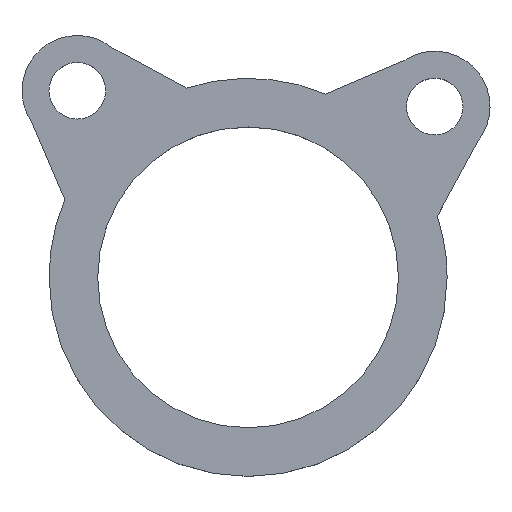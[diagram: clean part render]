
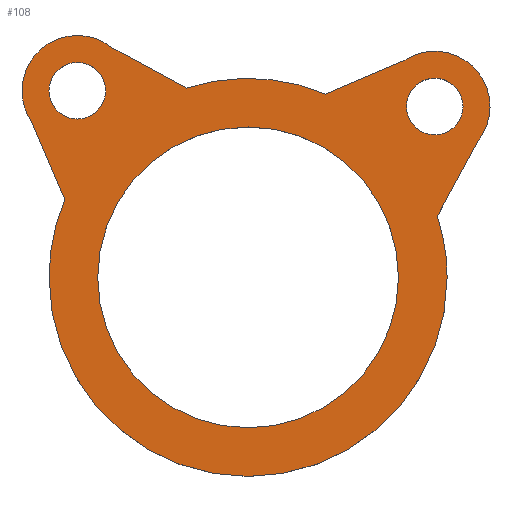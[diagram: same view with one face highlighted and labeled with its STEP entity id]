
A CAD part, top view. The second image highlights one B-rep face of the part: STEP entity #108.
In plain terms, the highlighted planar face has unit normal (0, 0, 1).
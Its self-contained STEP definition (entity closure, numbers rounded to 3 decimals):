
#7 = CIRCLE ( 'NONE', #149, 3.2 ) ;
#13 = EDGE_LOOP ( 'NONE', ( #505, #115, #286, #361, #23, #167, #247, #465, #460, #333, #489 ) ) ;
#14 = DIRECTION ( 'NONE',  ( 0., 0., 1. ) ) ;
#16 = ORIENTED_EDGE ( 'NONE', *, *, #471, .F. ) ;
#21 = VECTOR ( 'NONE', #144, 1000. ) ;
#22 = DIRECTION ( 'NONE',  ( 0., 0., 1. ) ) ;
#23 = ORIENTED_EDGE ( 'NONE', *, *, #562, .T. ) ;
#30 = AXIS2_PLACEMENT_3D ( 'NONE', #334, #22, #555 ) ;
#47 = CARTESIAN_POINT ( 'NONE',  ( 0., 0., 4. ) ) ;
#53 = AXIS2_PLACEMENT_3D ( 'NONE', #412, #636, #260 ) ;
#54 = ORIENTED_EDGE ( 'NONE', *, *, #506, .F. ) ;
#59 = EDGE_CURVE ( 'NONE', #515, #603, #368, .T. ) ;
#60 = VERTEX_POINT ( 'NONE', #362 ) ;
#65 = DIRECTION ( 'NONE',  ( 1., 0., 0. ) ) ;
#78 = VERTEX_POINT ( 'NONE', #137 ) ;
#80 = DIRECTION ( 'NONE',  ( 1., 0., 0. ) ) ;
#92 = VERTEX_POINT ( 'NONE', #466 ) ;
#94 = LINE ( 'NONE', #567, #525 ) ;
#108 = ADVANCED_FACE ( 'NONE', ( #308, #408, #316, #245 ), #539, .T. ) ;
#112 = ORIENTED_EDGE ( 'NONE', *, *, #122, .F. ) ;
#115 = ORIENTED_EDGE ( 'NONE', *, *, #698, .T. ) ;
#122 = EDGE_CURVE ( 'NONE', #180, #60, #146, .T. ) ;
#129 = DIRECTION ( 'NONE',  ( 0., 0., 1. ) ) ;
#135 = CARTESIAN_POINT ( 'NONE',  ( -19.305, 21.091, 4. ) ) ;
#136 = VERTEX_POINT ( 'NONE', #259 ) ;
#137 = CARTESIAN_POINT ( 'NONE',  ( 21.405, 6.933, 4. ) ) ;
#138 = DIRECTION ( 'NONE',  ( 0., 0., 1. ) ) ;
#142 = DIRECTION ( 'NONE',  ( 0., 0., 1. ) ) ;
#144 = DIRECTION ( 'NONE',  ( 0.475, 0.88, 0. ) ) ;
#145 = CARTESIAN_POINT ( 'NONE',  ( -19.305, 21.091, 4. ) ) ;
#146 = CIRCLE ( 'NONE', #53, 17. ) ;
#148 = AXIS2_PLACEMENT_3D ( 'NONE', #496, #504, #65 ) ;
#149 = AXIS2_PLACEMENT_3D ( 'NONE', #135, #297, #348 ) ;
#151 = VERTEX_POINT ( 'NONE', #420 ) ;
#152 = CARTESIAN_POINT ( 'NONE',  ( 17.624, 24.507, 4. ) ) ;
#157 = CARTESIAN_POINT ( 'NONE',  ( 24.297, 19.31, 4. ) ) ;
#159 = CIRCLE ( 'NONE', #432, 6.25 ) ;
#162 = CARTESIAN_POINT ( 'NONE',  ( -17., 0., 4. ) ) ;
#163 = ORIENTED_EDGE ( 'NONE', *, *, #675, .F. ) ;
#167 = ORIENTED_EDGE ( 'NONE', *, *, #326, .T. ) ;
#173 = DIRECTION ( 'NONE',  ( 0., 0., 1. ) ) ;
#180 = VERTEX_POINT ( 'NONE', #162 ) ;
#182 = CARTESIAN_POINT ( 'NONE',  ( 0., 0., 4. ) ) ;
#186 = EDGE_LOOP ( 'NONE', ( #112, #54 ) ) ;
#197 = CARTESIAN_POINT ( 'NONE',  ( 25.966, 15.392, 4. ) ) ;
#199 = LINE ( 'NONE', #415, #239 ) ;
#201 = DIRECTION ( 'NONE',  ( 1., 0., 0. ) ) ;
#205 = DIRECTION ( 'NONE',  ( 0.395, -0.919, 0. ) ) ;
#214 = AXIS2_PLACEMENT_3D ( 'NONE', #618, #173, #493 ) ;
#223 = CARTESIAN_POINT ( 'NONE',  ( -19.305, 21.091, 4. ) ) ;
#227 = DIRECTION ( 'NONE',  ( 1., 0., 0. ) ) ;
#239 = VECTOR ( 'NONE', #323, 1000. ) ;
#241 = DIRECTION ( 'NONE',  ( 1., 0., 0. ) ) ;
#242 = VERTEX_POINT ( 'NONE', #152 ) ;
#243 = DIRECTION ( 'NONE',  ( 0., 0., 1. ) ) ;
#244 = VERTEX_POINT ( 'NONE', #157 ) ;
#245 = FACE_BOUND ( 'NONE', #186, .T. ) ;
#247 = ORIENTED_EDGE ( 'NONE', *, *, #59, .T. ) ;
#253 = LINE ( 'NONE', #197, #21 ) ;
#259 = CARTESIAN_POINT ( 'NONE',  ( -16.105, 21.091, 4. ) ) ;
#260 = DIRECTION ( 'NONE',  ( 1., 0., 0. ) ) ;
#261 = CARTESIAN_POINT ( 'NONE',  ( -6.934, 21.405, 4. ) ) ;
#267 = VERTEX_POINT ( 'NONE', #426 ) ;
#270 = EDGE_LOOP ( 'NONE', ( #16, #387 ) ) ;
#280 = VERTEX_POINT ( 'NONE', #261 ) ;
#285 = CIRCLE ( 'NONE', #464, 22.5 ) ;
#286 = ORIENTED_EDGE ( 'NONE', *, *, #417, .T. ) ;
#297 = DIRECTION ( 'NONE',  ( 0., 0., 1. ) ) ;
#299 = DIRECTION ( 'NONE',  ( 1., 0., 0. ) ) ;
#308 = FACE_BOUND ( 'NONE', #597, .T. ) ;
#310 = CARTESIAN_POINT ( 'NONE',  ( 21.097, 19.31, 4. ) ) ;
#316 = FACE_BOUND ( 'NONE', #270, .T. ) ;
#323 = DIRECTION ( 'NONE',  ( -0.919, -0.395, 0. ) ) ;
#326 = EDGE_CURVE ( 'NONE', #659, #515, #500, .T. ) ;
#328 = ORIENTED_EDGE ( 'NONE', *, *, #689, .F. ) ;
#329 = DIRECTION ( 'NONE',  ( 1., 0., 0. ) ) ;
#330 = CIRCLE ( 'NONE', #30, 22.5 ) ;
#333 = ORIENTED_EDGE ( 'NONE', *, *, #388, .T. ) ;
#334 = CARTESIAN_POINT ( 'NONE',  ( 0., 0., 4. ) ) ;
#338 = EDGE_CURVE ( 'NONE', #603, #627, #571, .T. ) ;
#341 = AXIS2_PLACEMENT_3D ( 'NONE', #145, #357, #201 ) ;
#342 = AXIS2_PLACEMENT_3D ( 'NONE', #360, #129, #80 ) ;
#344 = CARTESIAN_POINT ( 'NONE',  ( 0., 0., 4. ) ) ;
#348 = DIRECTION ( 'NONE',  ( 1., 0., 0. ) ) ;
#353 = CIRCLE ( 'NONE', #342, 3.2 ) ;
#355 = DIRECTION ( 'NONE',  ( -0.88, 0.474, 0. ) ) ;
#357 = DIRECTION ( 'NONE',  ( 0., 0., 1. ) ) ;
#360 = CARTESIAN_POINT ( 'NONE',  ( 21.097, 19.31, 4. ) ) ;
#361 = ORIENTED_EDGE ( 'NONE', *, *, #605, .T. ) ;
#362 = CARTESIAN_POINT ( 'NONE',  ( 17., 0., 4. ) ) ;
#368 = LINE ( 'NONE', #470, #488 ) ;
#374 = CIRCLE ( 'NONE', #148, 3.2 ) ;
#380 = DIRECTION ( 'NONE',  ( 0., 0., 1. ) ) ;
#383 = CARTESIAN_POINT ( 'NONE',  ( -15.39, 25.963, 4. ) ) ;
#387 = ORIENTED_EDGE ( 'NONE', *, *, #394, .F. ) ;
#388 = EDGE_CURVE ( 'NONE', #267, #78, #477, .T. ) ;
#394 = EDGE_CURVE ( 'NONE', #244, #92, #374, .T. ) ;
#398 = CARTESIAN_POINT ( 'NONE',  ( -24.503, 17.621, 4. ) ) ;
#404 = CARTESIAN_POINT ( 'NONE',  ( -25.555, 21.091, 4. ) ) ;
#407 = VERTEX_POINT ( 'NONE', #383 ) ;
#408 = FACE_OUTER_BOUND ( 'NONE', #13, .T. ) ;
#412 = CARTESIAN_POINT ( 'NONE',  ( 0., 0., 4. ) ) ;
#415 = CARTESIAN_POINT ( 'NONE',  ( 8.795, 20.71, 4. ) ) ;
#417 = EDGE_CURVE ( 'NONE', #630, #280, #330, .T. ) ;
#420 = CARTESIAN_POINT ( 'NONE',  ( -22.505, 21.091, 4. ) ) ;
#426 = CARTESIAN_POINT ( 'NONE',  ( 22.5, 0., 4. ) ) ;
#432 = AXIS2_PLACEMENT_3D ( 'NONE', #310, #243, #241 ) ;
#442 = AXIS2_PLACEMENT_3D ( 'NONE', #182, #468, #526 ) ;
#460 = ORIENTED_EDGE ( 'NONE', *, *, #569, .T. ) ;
#464 = AXIS2_PLACEMENT_3D ( 'NONE', #47, #138, #299 ) ;
#465 = ORIENTED_EDGE ( 'NONE', *, *, #338, .T. ) ;
#466 = CARTESIAN_POINT ( 'NONE',  ( 17.897, 19.31, 4. ) ) ;
#468 = DIRECTION ( 'NONE',  ( 0., 0., 1. ) ) ;
#470 = CARTESIAN_POINT ( 'NONE',  ( -20.71, 8.796, 4. ) ) ;
#471 = EDGE_CURVE ( 'NONE', #92, #244, #353, .T. ) ;
#477 = CIRCLE ( 'NONE', #699, 22.5 ) ;
#488 = VECTOR ( 'NONE', #205, 1000. ) ;
#489 = ORIENTED_EDGE ( 'NONE', *, *, #529, .T. ) ;
#493 = DIRECTION ( 'NONE',  ( 1., 0., 0. ) ) ;
#496 = CARTESIAN_POINT ( 'NONE',  ( 21.097, 19.31, 4. ) ) ;
#500 = CIRCLE ( 'NONE', #685, 6.25 ) ;
#501 = CIRCLE ( 'NONE', #596, 6.25 ) ;
#504 = DIRECTION ( 'NONE',  ( 0., 0., 1. ) ) ;
#505 = ORIENTED_EDGE ( 'NONE', *, *, #578, .T. ) ;
#506 = EDGE_CURVE ( 'NONE', #60, #180, #629, .T. ) ;
#511 = CARTESIAN_POINT ( 'NONE',  ( 25.966, 15.392, 4. ) ) ;
#515 = VERTEX_POINT ( 'NONE', #398 ) ;
#522 = CARTESIAN_POINT ( 'NONE',  ( -22.5, 0., 4. ) ) ;
#525 = VECTOR ( 'NONE', #355, 1000. ) ;
#526 = DIRECTION ( 'NONE',  ( 1., 0., 0. ) ) ;
#529 = EDGE_CURVE ( 'NONE', #78, #550, #253, .T. ) ;
#539 = PLANE ( 'NONE',  #341 ) ;
#550 = VERTEX_POINT ( 'NONE', #511 ) ;
#553 = AXIS2_PLACEMENT_3D ( 'NONE', #637, #142, #694 ) ;
#555 = DIRECTION ( 'NONE',  ( 1., 0., 0. ) ) ;
#562 = EDGE_CURVE ( 'NONE', #407, #659, #501, .T. ) ;
#567 = CARTESIAN_POINT ( 'NONE',  ( -15.39, 25.963, 4. ) ) ;
#569 = EDGE_CURVE ( 'NONE', #627, #267, #285, .T. ) ;
#570 = DIRECTION ( 'NONE',  ( 1., 0., 0. ) ) ;
#571 = CIRCLE ( 'NONE', #214, 22.5 ) ;
#577 = CARTESIAN_POINT ( 'NONE',  ( -20.71, 8.796, 4. ) ) ;
#578 = EDGE_CURVE ( 'NONE', #550, #242, #159, .T. ) ;
#582 = DIRECTION ( 'NONE',  ( 0., 0., 1. ) ) ;
#596 = AXIS2_PLACEMENT_3D ( 'NONE', #684, #582, #570 ) ;
#597 = EDGE_LOOP ( 'NONE', ( #163, #328 ) ) ;
#603 = VERTEX_POINT ( 'NONE', #577 ) ;
#605 = EDGE_CURVE ( 'NONE', #280, #407, #94, .T. ) ;
#618 = CARTESIAN_POINT ( 'NONE',  ( 0., 0., 4. ) ) ;
#627 = VERTEX_POINT ( 'NONE', #522 ) ;
#629 = CIRCLE ( 'NONE', #442, 17. ) ;
#630 = VERTEX_POINT ( 'NONE', #677 ) ;
#636 = DIRECTION ( 'NONE',  ( 0., 0., 1. ) ) ;
#637 = CARTESIAN_POINT ( 'NONE',  ( -19.305, 21.091, 4. ) ) ;
#646 = CIRCLE ( 'NONE', #553, 3.2 ) ;
#659 = VERTEX_POINT ( 'NONE', #404 ) ;
#675 = EDGE_CURVE ( 'NONE', #151, #136, #7, .T. ) ;
#677 = CARTESIAN_POINT ( 'NONE',  ( 8.795, 20.71, 4. ) ) ;
#684 = CARTESIAN_POINT ( 'NONE',  ( -19.305, 21.091, 4. ) ) ;
#685 = AXIS2_PLACEMENT_3D ( 'NONE', #223, #380, #227 ) ;
#689 = EDGE_CURVE ( 'NONE', #136, #151, #646, .T. ) ;
#694 = DIRECTION ( 'NONE',  ( 1., 0., 0. ) ) ;
#698 = EDGE_CURVE ( 'NONE', #242, #630, #199, .T. ) ;
#699 = AXIS2_PLACEMENT_3D ( 'NONE', #344, #14, #329 ) ;
